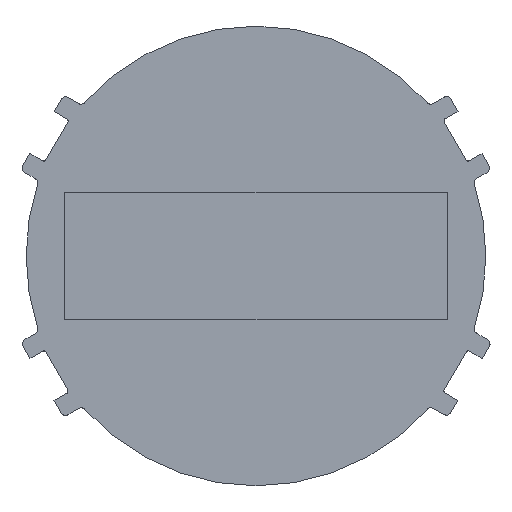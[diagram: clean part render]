
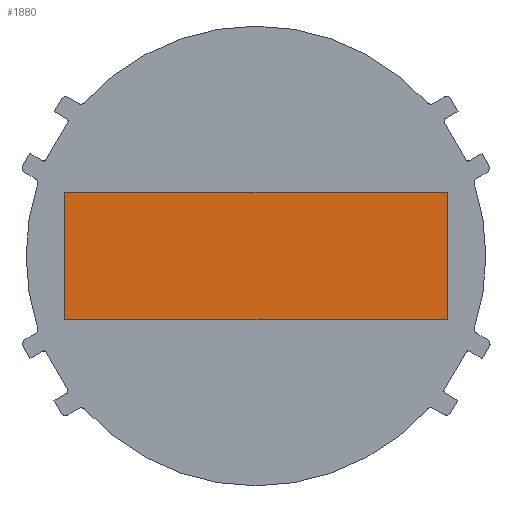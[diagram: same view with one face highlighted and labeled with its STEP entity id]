
A CAD part, front view. The second image highlights one B-rep face of the part: STEP entity #1880.
In plain terms, the highlighted planar face has unit normal (0, -1, 0).
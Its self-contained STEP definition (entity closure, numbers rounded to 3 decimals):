
#100 = ORIENTED_EDGE ( 'NONE', *, *, #1462, .T. ) ;
#122 = VECTOR ( 'NONE', #1063, 1000. ) ;
#163 = CARTESIAN_POINT ( 'NONE',  ( 15., -3.5, 5. ) ) ;
#213 = DIRECTION ( 'NONE',  ( 0., 0., -1. ) ) ;
#231 = DIRECTION ( 'NONE',  ( 1., 0., 0. ) ) ;
#250 = VERTEX_POINT ( 'NONE', #163 ) ;
#378 = EDGE_LOOP ( 'NONE', ( #1515, #1767, #637, #100 ) ) ;
#399 = CARTESIAN_POINT ( 'NONE',  ( 15., -3.5, -5. ) ) ;
#637 = ORIENTED_EDGE ( 'NONE', *, *, #2296, .T. ) ;
#682 = CARTESIAN_POINT ( 'NONE',  ( 15., -3.5, 5. ) ) ;
#762 = CARTESIAN_POINT ( 'NONE',  ( -15., -3.5, 5. ) ) ;
#856 = LINE ( 'NONE', #682, #1577 ) ;
#878 = DIRECTION ( 'NONE',  ( 0., 0., 1. ) ) ;
#901 = VECTOR ( 'NONE', #1487, 1000. ) ;
#1027 = VERTEX_POINT ( 'NONE', #1100 ) ;
#1063 = DIRECTION ( 'NONE',  ( -1., 0., 0. ) ) ;
#1100 = CARTESIAN_POINT ( 'NONE',  ( -15., -3.5, -5. ) ) ;
#1130 = FACE_OUTER_BOUND ( 'NONE', #378, .T. ) ;
#1147 = LINE ( 'NONE', #762, #901 ) ;
#1164 = VERTEX_POINT ( 'NONE', #399 ) ;
#1240 = EDGE_CURVE ( 'NONE', #1027, #1164, #1523, .T. ) ;
#1291 = PLANE ( 'NONE',  #1540 ) ;
#1354 = CARTESIAN_POINT ( 'NONE',  ( -15., -3.5, -5. ) ) ;
#1415 = CARTESIAN_POINT ( 'NONE',  ( -15., -3.5, 5. ) ) ;
#1462 = EDGE_CURVE ( 'NONE', #250, #2188, #1584, .T. ) ;
#1487 = DIRECTION ( 'NONE',  ( 0., 0., -1. ) ) ;
#1515 = ORIENTED_EDGE ( 'NONE', *, *, #1937, .T. ) ;
#1523 = LINE ( 'NONE', #1354, #1749 ) ;
#1540 = AXIS2_PLACEMENT_3D ( 'NONE', #2009, #1847, #213 ) ;
#1577 = VECTOR ( 'NONE', #878, 1000. ) ;
#1584 = LINE ( 'NONE', #1415, #122 ) ;
#1749 = VECTOR ( 'NONE', #231, 1000. ) ;
#1767 = ORIENTED_EDGE ( 'NONE', *, *, #1240, .T. ) ;
#1847 = DIRECTION ( 'NONE',  ( 0., -1., 0. ) ) ;
#1880 = ADVANCED_FACE ( 'NONE', ( #1130 ), #1291, .T. ) ;
#1937 = EDGE_CURVE ( 'NONE', #2188, #1027, #1147, .T. ) ;
#2009 = CARTESIAN_POINT ( 'NONE',  ( 0., -3.5, 0. ) ) ;
#2064 = CARTESIAN_POINT ( 'NONE',  ( -15., -3.5, 5. ) ) ;
#2188 = VERTEX_POINT ( 'NONE', #2064 ) ;
#2296 = EDGE_CURVE ( 'NONE', #1164, #250, #856, .T. ) ;
